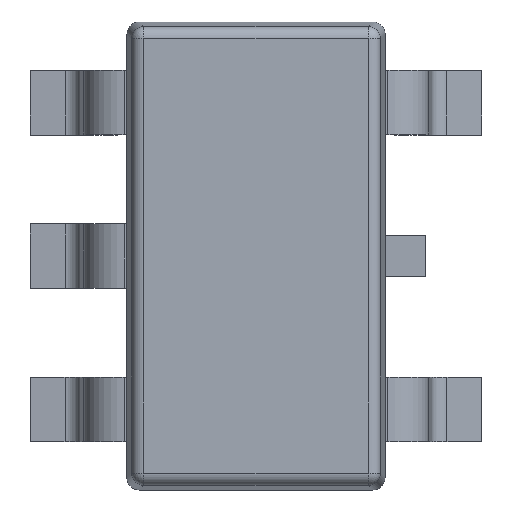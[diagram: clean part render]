
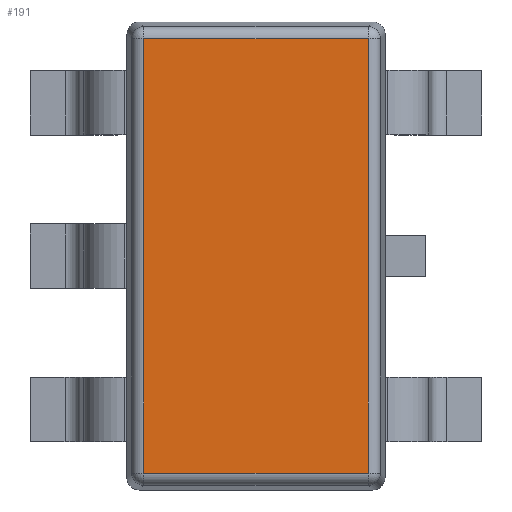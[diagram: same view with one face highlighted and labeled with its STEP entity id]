
A CAD part, top view. The second image highlights one B-rep face of the part: STEP entity #191.
In plain terms, the highlighted face is planar.
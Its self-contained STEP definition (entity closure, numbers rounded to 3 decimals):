
#191=ADVANCED_FACE('',(#192),#226,.T.);
#192=FACE_BOUND('',#193,.T.);
#193=EDGE_LOOP('',(#194,#204,#212,#220));
#194=ORIENTED_EDGE('',*,*,#195,.T.);
#195=EDGE_CURVE('',#196,#198,#200,.T.);
#196=VERTEX_POINT('',#197);
#197=CARTESIAN_POINT('',(-1.346,0.3,0.696));
#198=VERTEX_POINT('',#199);
#199=CARTESIAN_POINT('',(1.346,0.3,0.696));
#200=LINE('',#201,#202);
#201=CARTESIAN_POINT('',(-1.346,0.3,0.696));
#202=VECTOR('',#203,1.0);
#203=DIRECTION('',(1.0,0.0,0.0));
#204=ORIENTED_EDGE('',*,*,#205,.T.);
#205=EDGE_CURVE('',#198,#206,#208,.T.);
#206=VERTEX_POINT('',#207);
#207=CARTESIAN_POINT('',(1.346,0.3,-0.696));
#208=LINE('',#209,#210);
#209=CARTESIAN_POINT('',(1.346,0.3,0.696));
#210=VECTOR('',#211,1.0);
#211=DIRECTION('',(0.0,0.0,-1.0));
#212=ORIENTED_EDGE('',*,*,#213,.T.);
#213=EDGE_CURVE('',#206,#214,#216,.T.);
#214=VERTEX_POINT('',#215);
#215=CARTESIAN_POINT('',(-1.346,0.3,-0.696));
#216=LINE('',#217,#218);
#217=CARTESIAN_POINT('',(1.346,0.3,-0.696));
#218=VECTOR('',#219,1.0);
#219=DIRECTION('',(-1.0,0.0,0.0));
#220=ORIENTED_EDGE('',*,*,#221,.T.);
#221=EDGE_CURVE('',#214,#196,#222,.T.);
#222=LINE('',#223,#224);
#223=CARTESIAN_POINT('',(-1.346,0.3,-0.696));
#224=VECTOR('',#225,1.0);
#225=DIRECTION('',(0.0,0.0,1.0));
#226=PLANE('',#227);
#227=AXIS2_PLACEMENT_3D('',#228,#229,#230);
#228=CARTESIAN_POINT('',(0.0,0.3,0.0));
#229=DIRECTION('',(0.0,1.0,0.0));
#230=DIRECTION('',(1.0,0.0,0.0));
